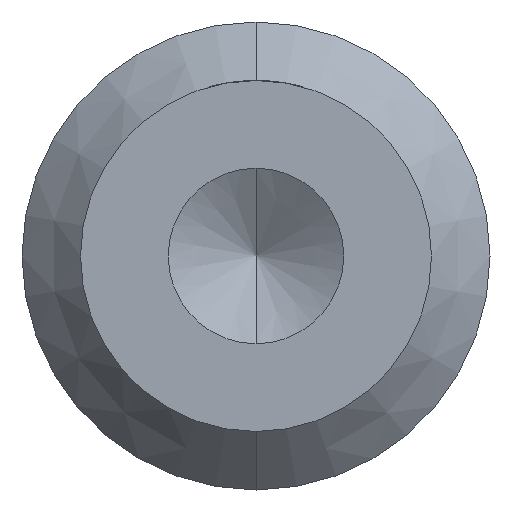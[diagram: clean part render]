
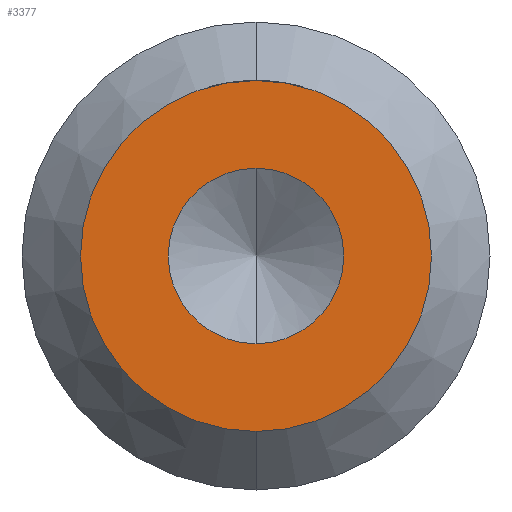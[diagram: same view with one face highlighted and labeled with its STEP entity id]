
A CAD part, front view. The second image highlights one B-rep face of the part: STEP entity #3377.
In plain terms, the highlighted planar face has unit normal (0, -1, 0).
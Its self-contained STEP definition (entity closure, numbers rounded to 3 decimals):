
#146 = CARTESIAN_POINT ( 'NONE',  ( 0., 0., 3. ) ) ;
#188 = VERTEX_POINT ( 'NONE', #146 ) ;
#520 = EDGE_CURVE ( 'NONE', #2970, #4465, #770, .T. ) ;
#556 = CIRCLE ( 'NONE', #1217, 3. ) ;
#620 = CARTESIAN_POINT ( 'NONE',  ( 0., 0., -6. ) ) ;
#770 = CIRCLE ( 'NONE', #2971, 6. ) ;
#1015 = ORIENTED_EDGE ( 'NONE', *, *, #4282, .F. ) ;
#1025 = CARTESIAN_POINT ( 'NONE',  ( 0., 0., -3. ) ) ;
#1169 = DIRECTION ( 'NONE',  ( 0., -1., 0. ) ) ;
#1217 = AXIS2_PLACEMENT_3D ( 'NONE', #4121, #1730, #4541 ) ;
#1229 = CARTESIAN_POINT ( 'NONE',  ( -3., 0., 0. ) ) ;
#1243 = AXIS2_PLACEMENT_3D ( 'NONE', #1229, #1642, #1258 ) ;
#1251 = DIRECTION ( 'NONE',  ( 0., 0., -1. ) ) ;
#1253 = CARTESIAN_POINT ( 'NONE',  ( 0., 0., 0. ) ) ;
#1258 = DIRECTION ( 'NONE',  ( 0., 0., 1. ) ) ;
#1566 = ORIENTED_EDGE ( 'NONE', *, *, #1917, .T. ) ;
#1642 = DIRECTION ( 'NONE',  ( 0., 1., 0. ) ) ;
#1730 = DIRECTION ( 'NONE',  ( 0., -1., 0. ) ) ;
#1917 = EDGE_CURVE ( 'NONE', #4465, #2970, #3814, .T. ) ;
#1924 = EDGE_LOOP ( 'NONE', ( #2268, #1015 ) ) ;
#2051 = PLANE ( 'NONE',  #1243 ) ;
#2268 = ORIENTED_EDGE ( 'NONE', *, *, #4151, .F. ) ;
#2512 = FACE_BOUND ( 'NONE', #1924, .T. ) ;
#2803 = CARTESIAN_POINT ( 'NONE',  ( 0., 0., 0. ) ) ;
#2970 = VERTEX_POINT ( 'NONE', #4508 ) ;
#2971 = AXIS2_PLACEMENT_3D ( 'NONE', #1253, #3262, #4469 ) ;
#3040 = EDGE_LOOP ( 'NONE', ( #1566, #5247 ) ) ;
#3084 = CIRCLE ( 'NONE', #4347, 3. ) ;
#3179 = FACE_OUTER_BOUND ( 'NONE', #3040, .T. ) ;
#3239 = AXIS2_PLACEMENT_3D ( 'NONE', #2803, #5268, #1251 ) ;
#3262 = DIRECTION ( 'NONE',  ( 0., -1., 0. ) ) ;
#3377 = ADVANCED_FACE ( 'NONE', ( #2512, #3179 ), #2051, .F. ) ;
#3814 = CIRCLE ( 'NONE', #3239, 6. ) ;
#4017 = VERTEX_POINT ( 'NONE', #1025 ) ;
#4121 = CARTESIAN_POINT ( 'NONE',  ( 0., 0., 0. ) ) ;
#4151 = EDGE_CURVE ( 'NONE', #4017, #188, #3084, .T. ) ;
#4282 = EDGE_CURVE ( 'NONE', #188, #4017, #556, .T. ) ;
#4347 = AXIS2_PLACEMENT_3D ( 'NONE', #5262, #1169, #4817 ) ;
#4465 = VERTEX_POINT ( 'NONE', #620 ) ;
#4469 = DIRECTION ( 'NONE',  ( 0., 0., -1. ) ) ;
#4508 = CARTESIAN_POINT ( 'NONE',  ( 0., 0., 6. ) ) ;
#4541 = DIRECTION ( 'NONE',  ( 0., 0., -1. ) ) ;
#4817 = DIRECTION ( 'NONE',  ( 0., 0., -1. ) ) ;
#5247 = ORIENTED_EDGE ( 'NONE', *, *, #520, .T. ) ;
#5262 = CARTESIAN_POINT ( 'NONE',  ( 0., 0., 0. ) ) ;
#5268 = DIRECTION ( 'NONE',  ( 0., -1., 0. ) ) ;
